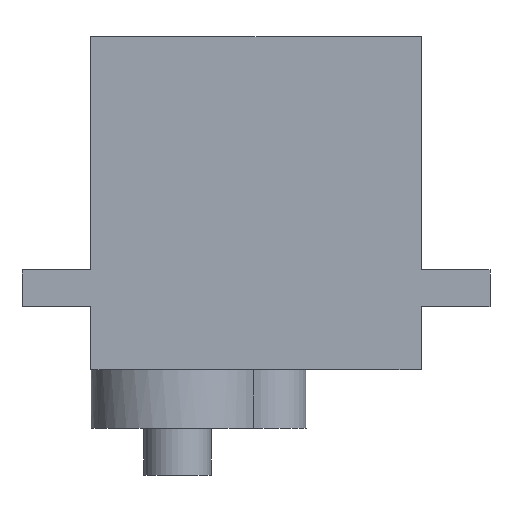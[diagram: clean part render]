
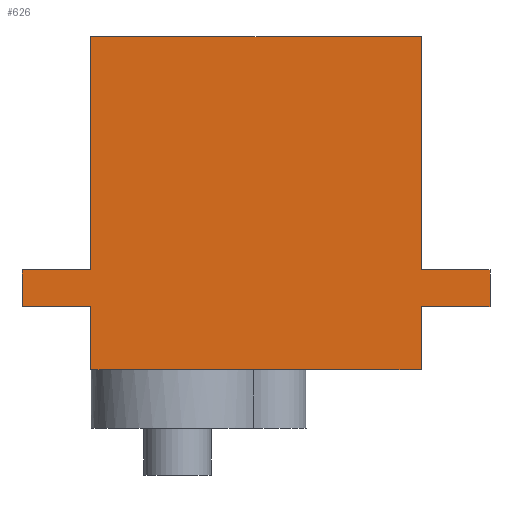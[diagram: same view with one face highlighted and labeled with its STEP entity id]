
A CAD part, front view. The second image highlights one B-rep face of the part: STEP entity #626.
In plain terms, the highlighted planar face has unit normal (0, -1, 0).
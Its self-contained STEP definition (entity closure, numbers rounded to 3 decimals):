
#64=CARTESIAN_POINT('',(-15.95,0.,-4.118));
#65=VERTEX_POINT('',#64);
#82=CARTESIAN_POINT('',(-15.95,0.,-6.618));
#83=VERTEX_POINT('',#82);
#90=CARTESIAN_POINT('',(-15.95,0.,-6.618));
#91=DIRECTION('',(0.,0.,1.));
#92=VECTOR('',#91,2.5);
#93=LINE('',#90,#92);
#94=EDGE_CURVE('',#83,#65,#93,.T.);
#148=CARTESIAN_POINT('',(15.95,0.,-6.618));
#149=VERTEX_POINT('',#148);
#156=CARTESIAN_POINT('',(11.25,0.,-6.618));
#157=VERTEX_POINT('',#156);
#158=CARTESIAN_POINT('',(15.95,0.,-6.618));
#159=DIRECTION('',(-1.,0.,0.));
#160=VECTOR('',#159,4.7);
#161=LINE('',#158,#160);
#162=EDGE_CURVE('',#149,#157,#161,.T.);
#252=CARTESIAN_POINT('',(11.25,0.,-4.118));
#253=VERTEX_POINT('',#252);
#260=CARTESIAN_POINT('',(15.95,0.,-4.118));
#261=VERTEX_POINT('',#260);
#262=CARTESIAN_POINT('',(11.25,0.,-4.118));
#263=DIRECTION('',(1.,0.,-0.));
#264=VECTOR('',#263,4.7);
#265=LINE('',#262,#264);
#266=EDGE_CURVE('',#253,#261,#265,.T.);
#325=CARTESIAN_POINT('',(-5.35,0.,-10.918));
#326=VERTEX_POINT('',#325);
#358=CARTESIAN_POINT('',(11.25,0.,-10.918));
#359=VERTEX_POINT('',#358);
#366=CARTESIAN_POINT('',(11.25,0.,-10.918));
#367=DIRECTION('',(-1.,0.,0.));
#368=VECTOR('',#367,16.6);
#369=LINE('',#366,#368);
#370=EDGE_CURVE('',#359,#326,#369,.T.);
#380=CARTESIAN_POINT('',(-11.25,0.,-4.118));
#381=VERTEX_POINT('',#380);
#390=CARTESIAN_POINT('',(-11.25,0.,11.782));
#391=VERTEX_POINT('',#390);
#392=CARTESIAN_POINT('',(-11.25,0.,-4.118));
#393=DIRECTION('',(-0.,0.,1.));
#394=VECTOR('',#393,15.9);
#395=LINE('',#392,#394);
#396=EDGE_CURVE('',#381,#391,#395,.T.);
#421=CARTESIAN_POINT('',(11.25,0.,-6.618));
#422=DIRECTION('',(0.,0.,-1.));
#423=VECTOR('',#422,4.3);
#424=LINE('',#421,#423);
#425=EDGE_CURVE('',#157,#359,#424,.T.);
#442=CARTESIAN_POINT('',(-11.25,0.,-10.918));
#443=VERTEX_POINT('',#442);
#444=CARTESIAN_POINT('',(-11.25,0.,-6.618));
#445=VERTEX_POINT('',#444);
#446=CARTESIAN_POINT('',(-11.25,0.,-10.918));
#447=DIRECTION('',(-0.,0.,1.));
#448=VECTOR('',#447,4.3);
#449=LINE('',#446,#448);
#450=EDGE_CURVE('',#443,#445,#449,.T.);
#481=CARTESIAN_POINT('',(11.25,0.,11.782));
#482=VERTEX_POINT('',#481);
#483=CARTESIAN_POINT('',(-11.25,0.,11.782));
#484=DIRECTION('',(1.,0.,-0.));
#485=VECTOR('',#484,22.5);
#486=LINE('',#483,#485);
#487=EDGE_CURVE('',#391,#482,#486,.T.);
#512=CARTESIAN_POINT('',(11.25,0.,11.782));
#513=DIRECTION('',(0.,0.,-1.));
#514=VECTOR('',#513,15.9);
#515=LINE('',#512,#514);
#516=EDGE_CURVE('',#482,#253,#515,.T.);
#541=CARTESIAN_POINT('',(-5.35,0.,-10.918));
#542=DIRECTION('',(-1.,0.,0.));
#543=VECTOR('',#542,5.9);
#544=LINE('',#541,#543);
#545=EDGE_CURVE('',#326,#443,#544,.T.);
#591=CARTESIAN_POINT('',(0.,0.,0.));
#592=DIRECTION('',(0.,-1.,0.));
#593=DIRECTION('',(0.,0.,-1.));
#594=AXIS2_PLACEMENT_3D('',#591,#592,#593);
#595=PLANE('',#594);
#596=ORIENTED_EDGE('',*,*,#450,.F.);
#597=ORIENTED_EDGE('',*,*,#545,.F.);
#598=ORIENTED_EDGE('',*,*,#370,.F.);
#599=ORIENTED_EDGE('',*,*,#425,.F.);
#600=ORIENTED_EDGE('',*,*,#162,.F.);
#601=CARTESIAN_POINT('',(15.95,0.,-4.118));
#602=DIRECTION('',(0.,0.,-1.));
#603=VECTOR('',#602,2.5);
#604=LINE('',#601,#603);
#605=EDGE_CURVE('',#261,#149,#604,.T.);
#606=ORIENTED_EDGE('',*,*,#605,.F.);
#607=ORIENTED_EDGE('',*,*,#266,.F.);
#608=ORIENTED_EDGE('',*,*,#516,.F.);
#609=ORIENTED_EDGE('',*,*,#487,.F.);
#610=ORIENTED_EDGE('',*,*,#396,.F.);
#611=CARTESIAN_POINT('',(-15.95,0.,-4.118));
#612=DIRECTION('',(1.,0.,-0.));
#613=VECTOR('',#612,4.7);
#614=LINE('',#611,#613);
#615=EDGE_CURVE('',#65,#381,#614,.T.);
#616=ORIENTED_EDGE('',*,*,#615,.F.);
#617=ORIENTED_EDGE('',*,*,#94,.F.);
#618=CARTESIAN_POINT('',(-11.25,0.,-6.618));
#619=DIRECTION('',(-1.,0.,0.));
#620=VECTOR('',#619,4.7);
#621=LINE('',#618,#620);
#622=EDGE_CURVE('',#445,#83,#621,.T.);
#623=ORIENTED_EDGE('',*,*,#622,.F.);
#624=EDGE_LOOP('',(#596,#597,#598,#599,#600,#606,#607,#608,#609,#610,#616,#617,#623));
#625=FACE_BOUND('',#624,.T.);
#626=ADVANCED_FACE('',(#625),#595,.T.);
